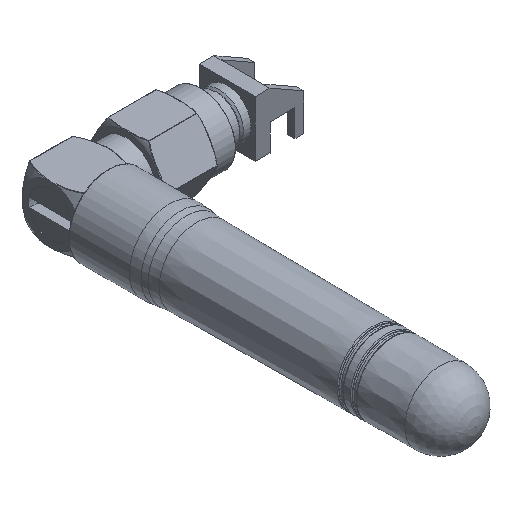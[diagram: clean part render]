
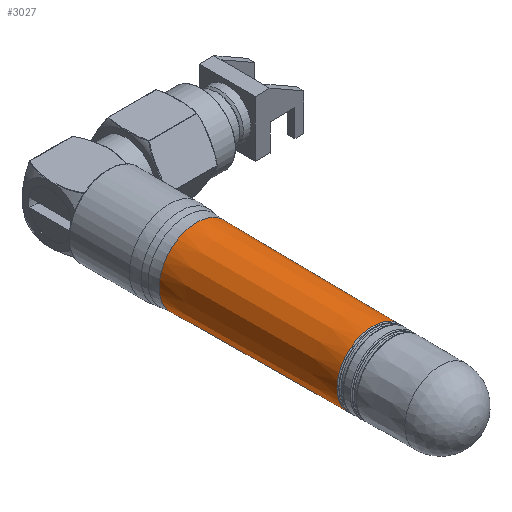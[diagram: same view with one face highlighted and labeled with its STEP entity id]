
A CAD part, isometric view. The second image highlights one B-rep face of the part: STEP entity #3027.
In plain terms, the highlighted conical face has half-angle 0.51 degrees and reference radius 4.245 mm.
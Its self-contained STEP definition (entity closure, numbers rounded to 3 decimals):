
#195=CONICAL_SURFACE('',#3307,4.245,0.009);
#289=FACE_OUTER_BOUND('',#499,.T.);
#499=EDGE_LOOP('',(#2337,#2338,#2339,#2340,#2341));
#685=CIRCLE('',#3306,4.245);
#686=CIRCLE('',#3308,4.068);
#687=CIRCLE('',#3309,4.068);
#1068=LINE('',#8956,#1197);
#1197=VECTOR('',#3895,4.245);
#1350=VERTEX_POINT('',#8951);
#1351=VERTEX_POINT('',#8955);
#1352=VERTEX_POINT('',#8957);
#1693=EDGE_CURVE('',#1350,#1350,#685,.T.);
#1694=EDGE_CURVE('',#1350,#1351,#1068,.T.);
#1695=EDGE_CURVE('',#1351,#1352,#686,.F.);
#1696=EDGE_CURVE('',#1352,#1351,#687,.F.);
#2337=ORIENTED_EDGE('',*,*,#1693,.F.);
#2338=ORIENTED_EDGE('',*,*,#1694,.T.);
#2339=ORIENTED_EDGE('',*,*,#1695,.T.);
#2340=ORIENTED_EDGE('',*,*,#1696,.T.);
#2341=ORIENTED_EDGE('',*,*,#1694,.F.);
#3027=ADVANCED_FACE('',(#289),#195,.T.);
#3306=AXIS2_PLACEMENT_3D('',#8953,#3891,#3892);
#3307=AXIS2_PLACEMENT_3D('',#8954,#3893,#3894);
#3308=AXIS2_PLACEMENT_3D('',#8958,#3896,#3897);
#3309=AXIS2_PLACEMENT_3D('',#8959,#3898,#3899);
#3891=DIRECTION('center_axis',(0.,-1.,0.));
#3892=DIRECTION('ref_axis',(0.,0.,-1.));
#3893=DIRECTION('center_axis',(0.,-1.,0.));
#3894=DIRECTION('ref_axis',(0.,0.,-1.));
#3895=DIRECTION('',(0.,1.,-0.009));
#3896=DIRECTION('center_axis',(0.,1.,0.));
#3897=DIRECTION('ref_axis',(0.,0.,1.));
#3898=DIRECTION('center_axis',(0.,1.,0.));
#3899=DIRECTION('ref_axis',(0.,0.,1.));
#8951=CARTESIAN_POINT('',(0.,13.232,17.995));
#8953=CARTESIAN_POINT('Origin',(0.,13.232,13.75));
#8954=CARTESIAN_POINT('Origin',(0.,13.232,13.75));
#8955=CARTESIAN_POINT('',(0.,33.151,17.818));
#8956=CARTESIAN_POINT('',(0.,13.232,17.995));
#8957=CARTESIAN_POINT('',(0.,33.151,9.682));
#8958=CARTESIAN_POINT('Origin',(0.,33.151,13.75));
#8959=CARTESIAN_POINT('Origin',(0.,33.151,13.75));
